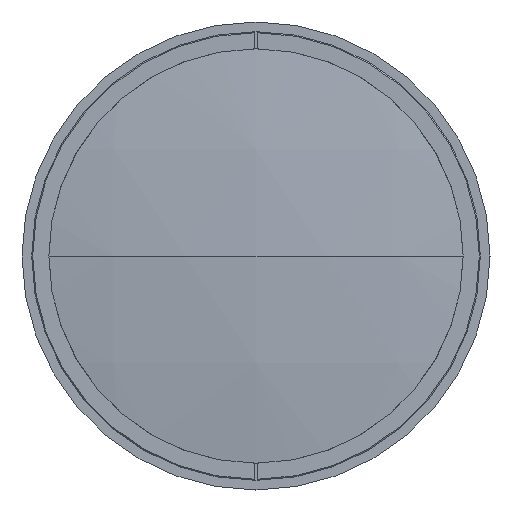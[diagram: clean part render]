
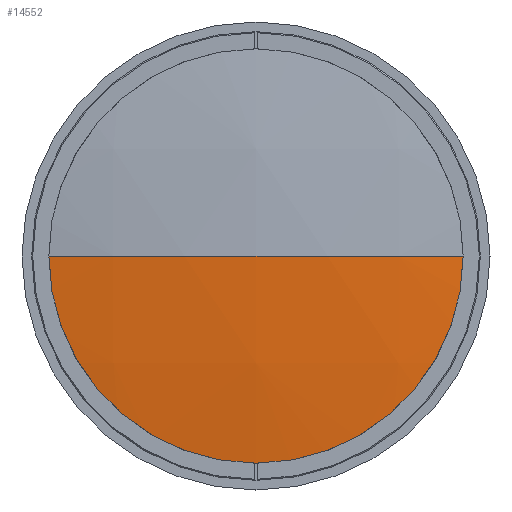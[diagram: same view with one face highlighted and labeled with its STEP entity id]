
A CAD part, left-side view. The second image highlights one B-rep face of the part: STEP entity #14552.
In plain terms, the highlighted spherical face has radius 714.438 mm.
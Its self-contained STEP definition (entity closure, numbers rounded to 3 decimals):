
#23 = CARTESIAN_POINT ( 'NONE',  ( 6.983, 0., -99.646 ) ) ;
#31 = AXIS2_PLACEMENT_3D ( 'NONE', #13310, #15714, #5790 ) ;
#137 = SPHERICAL_SURFACE ( 'NONE', #4513, 714.438 ) ;
#787 = VERTEX_POINT ( 'NONE', #1543 ) ;
#792 = ORIENTED_EDGE ( 'NONE', *, *, #7343, .T. ) ;
#1405 = DIRECTION ( 'NONE',  ( 0., 0., 1. ) ) ;
#1543 = CARTESIAN_POINT ( 'NONE',  ( 6.983, 99.646, 0. ) ) ;
#1651 = CARTESIAN_POINT ( 'NONE',  ( 6.983, 0., 0. ) ) ;
#2060 = DIRECTION ( 'NONE',  ( 0., 0., 1. ) ) ;
#3049 = CIRCLE ( 'NONE', #11764, 99.646 ) ;
#3508 = CARTESIAN_POINT ( 'NONE',  ( 6.983, 0., 0. ) ) ;
#3735 = EDGE_CURVE ( 'NONE', #10873, #15292, #3049, .T. ) ;
#3764 = CARTESIAN_POINT ( 'NONE',  ( 714.438, 0., 0. ) ) ;
#4513 = AXIS2_PLACEMENT_3D ( 'NONE', #3764, #10361, #15107 ) ;
#5790 = DIRECTION ( 'NONE',  ( 0., 1., 0. ) ) ;
#5817 = CIRCLE ( 'NONE', #31, 714.438 ) ;
#5910 = ORIENTED_EDGE ( 'NONE', *, *, #12968, .F. ) ;
#6410 = FACE_OUTER_BOUND ( 'NONE', #16063, .T. ) ;
#6930 = CARTESIAN_POINT ( 'NONE',  ( 714.438, 0., 0. ) ) ;
#6938 = AXIS2_PLACEMENT_3D ( 'NONE', #6930, #2060, #9320 ) ;
#7343 = EDGE_CURVE ( 'NONE', #15292, #15786, #5817, .T. ) ;
#8551 = DIRECTION ( 'NONE',  ( -1., 0., 0. ) ) ;
#9320 = DIRECTION ( 'NONE',  ( 1., 0., 0. ) ) ;
#9757 = ORIENTED_EDGE ( 'NONE', *, *, #11479, .T. ) ;
#10069 = DIRECTION ( 'NONE',  ( -1., 0., 0. ) ) ;
#10361 = DIRECTION ( 'NONE',  ( 0., 0., -1. ) ) ;
#10873 = VERTEX_POINT ( 'NONE', #23 ) ;
#11054 = CARTESIAN_POINT ( 'NONE',  ( 6.983, -99.646, 0. ) ) ;
#11290 = CARTESIAN_POINT ( 'NONE',  ( 0., 0., 0. ) ) ;
#11476 = CIRCLE ( 'NONE', #15208, 99.646 ) ;
#11479 = EDGE_CURVE ( 'NONE', #787, #10873, #11476, .T. ) ;
#11764 = AXIS2_PLACEMENT_3D ( 'NONE', #3508, #8551, #13606 ) ;
#12037 = ORIENTED_EDGE ( 'NONE', *, *, #3735, .T. ) ;
#12968 = EDGE_CURVE ( 'NONE', #787, #15786, #14067, .T. ) ;
#13310 = CARTESIAN_POINT ( 'NONE',  ( 714.438, 0., 0. ) ) ;
#13606 = DIRECTION ( 'NONE',  ( 0., 0., 1. ) ) ;
#14067 = CIRCLE ( 'NONE', #6938, 714.438 ) ;
#14552 = ADVANCED_FACE ( 'NONE', ( #6410 ), #137, .T. ) ;
#15107 = DIRECTION ( 'NONE',  ( 0., 1., 0. ) ) ;
#15208 = AXIS2_PLACEMENT_3D ( 'NONE', #1651, #10069, #1405 ) ;
#15292 = VERTEX_POINT ( 'NONE', #11054 ) ;
#15714 = DIRECTION ( 'NONE',  ( 0., 0., -1. ) ) ;
#15786 = VERTEX_POINT ( 'NONE', #11290 ) ;
#16063 = EDGE_LOOP ( 'NONE', ( #9757, #12037, #792, #5910 ) ) ;
